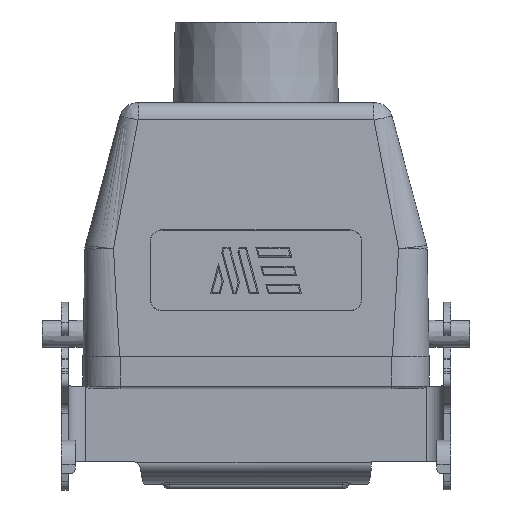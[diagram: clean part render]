
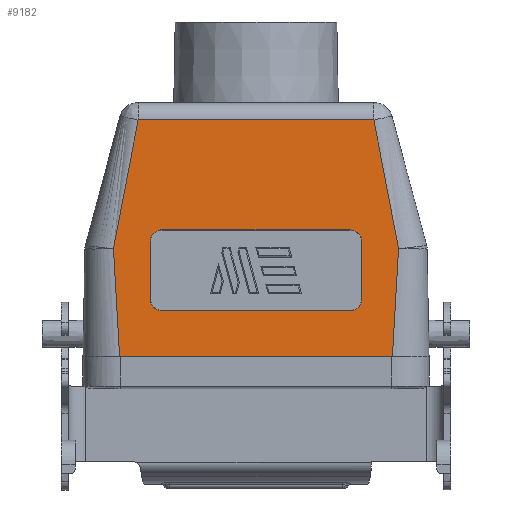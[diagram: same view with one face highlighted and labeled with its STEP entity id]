
A CAD part, front view. The second image highlights one B-rep face of the part: STEP entity #9182.
In plain terms, the highlighted planar face has unit normal (0, -1, 0.018).
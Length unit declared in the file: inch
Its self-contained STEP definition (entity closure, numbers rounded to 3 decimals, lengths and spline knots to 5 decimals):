
#33 = EDGE_CURVE ( 'NONE', #14397, #15302, #7852, .T. ) ;
#361 = PLANE ( 'NONE',  #8371 ) ;
#808 = DIRECTION ( 'NONE',  ( 1., 0., 0. ) ) ;
#1160 = VERTEX_POINT ( 'NONE', #11711 ) ;
#1166 = CARTESIAN_POINT ( 'NONE',  ( 1.18898, -0.81687, 1.69497 ) ) ;
#1230 = DIRECTION ( 'NONE',  ( -0.057, 0.017, 0.998 ) ) ;
#1353 = CARTESIAN_POINT ( 'NONE',  ( 2.16092, -0.8322, 0.81655 ) ) ;
#1546 = VERTEX_POINT ( 'NONE', #14769 ) ;
#1571 = CARTESIAN_POINT ( 'NONE',  ( 0.54735, -0.83958, 0.39382 ) ) ;
#1726 = VECTOR ( 'NONE', #11694, 39.37008 ) ;
#1846 = FACE_BOUND ( 'NONE', #1873, .T. ) ;
#1873 = EDGE_LOOP ( 'NONE', ( #5251, #10183, #3302, #1912, #14773, #5401, #2512, #9421 ) ) ;
#1912 = ORIENTED_EDGE ( 'NONE', *, *, #14298, .T. ) ;
#2122 = LINE ( 'NONE', #12920, #4238 ) ;
#2141 = CARTESIAN_POINT ( 'NONE',  ( 0.46865, -0.83821, 0.47257 ) ) ;
#2182 = ORIENTED_EDGE ( 'NONE', *, *, #16165, .T. ) ;
#2512 = ORIENTED_EDGE ( 'NONE', *, *, #15789, .T. ) ;
#2652 = EDGE_CURVE ( 'NONE', #14218, #15632, #11969, .T. ) ;
#2817 = LINE ( 'NONE', #1166, #3535 ) ;
#2908 = VECTOR ( 'NONE', #5978, 39.37008 ) ;
#2987 = CARTESIAN_POINT ( 'NONE',  ( 0.46865, -0.83821, 0.47257 ) ) ;
#3106 = DIRECTION ( 'NONE',  ( 0., -1., 0.017 ) ) ;
#3302 = ORIENTED_EDGE ( 'NONE', *, *, #16592, .T. ) ;
#3535 = VECTOR ( 'NONE', #5733, 39.37008 ) ;
#3594 = LINE ( 'NONE', #11364, #2908 ) ;
#3736 = CARTESIAN_POINT ( 'NONE',  ( 1.83044, -0.82997, 0.94459 ) ) ;
#3877 = DIRECTION ( 'NONE',  ( 0.057, 0.017, 0.998 ) ) ;
#3894 = VERTEX_POINT ( 'NONE', #3736 ) ;
#3939 = ORIENTED_EDGE ( 'NONE', *, *, #33, .T. ) ;
#4101 = CARTESIAN_POINT ( 'NONE',  ( 1.87672, -0.83958, 0.39382 ) ) ;
#4232 = EDGE_CURVE ( 'NONE', #13209, #14397, #5477, .T. ) ;
#4238 = VECTOR ( 'NONE', #808, 39.37008 ) ;
#4426 = ORIENTED_EDGE ( 'NONE', *, *, #4232, .T. ) ;
#4442 =( BOUNDED_CURVE ( )  B_SPLINE_CURVE ( 3, ( #1571, #6974, #15099, #2987 ),
 .UNSPECIFIED., .F., .F. ) 
 B_SPLINE_CURVE_WITH_KNOTS ( ( 4, 4 ),
 ( 5.81978, 7.39027 ),
 .UNSPECIFIED. ) 
 CURVE ( )  GEOMETRIC_REPRESENTATION_ITEM ( )  RATIONAL_B_SPLINE_CURVE ( ( 1., 0.805, 0.805, 1. ) ) 
 REPRESENTATION_ITEM ( '' )  );
#5164 = CARTESIAN_POINT ( 'NONE',  ( 1.18898, -0.83958, 0.39382 ) ) ;
#5169 = DIRECTION ( 'NONE',  ( -0.188, 0.017, 0.982 ) ) ;
#5251 = ORIENTED_EDGE ( 'NONE', *, *, #6607, .T. ) ;
#5401 = ORIENTED_EDGE ( 'NONE', *, *, #15137, .T. ) ;
#5477 = LINE ( 'NONE', #7861, #13025 ) ;
#5538 = EDGE_LOOP ( 'NONE', ( #2182, #16751, #6388, #4426, #3939, #15682 ) ) ;
#5733 = DIRECTION ( 'NONE',  ( -1., 0., 0. ) ) ;
#5978 = DIRECTION ( 'NONE',  ( -0.188, -0.017, -0.982 ) ) ;
#6011 = CARTESIAN_POINT ( 'NONE',  ( 0.46865, -0.83821, 0.47257 ) ) ;
#6147 =( BOUNDED_CURVE ( )  B_SPLINE_CURVE ( 3, ( #9568, #8329, #4101, #16286 ),
 .UNSPECIFIED., .F., .T. ) 
 B_SPLINE_CURVE_WITH_KNOTS ( ( 4, 4 ),
 ( 5.1761, 6.74659 ),
 .UNSPECIFIED. ) 
 CURVE ( )  GEOMETRIC_REPRESENTATION_ITEM ( )  RATIONAL_B_SPLINE_CURVE ( ( 1., 0.805, 0.805, 1. ) ) 
 REPRESENTATION_ITEM ( '' )  );
#6274 = VECTOR ( 'NONE', #5169, 39.37008 ) ;
#6388 = ORIENTED_EDGE ( 'NONE', *, *, #14919, .F. ) ;
#6497 = EDGE_CURVE ( 'NONE', #3894, #1546, #15041, .T. ) ;
#6607 = EDGE_CURVE ( 'NONE', #16386, #3894, #2122, .T. ) ;
#6684 = VECTOR ( 'NONE', #1230, 39.37008 ) ;
#6784 = LINE ( 'NONE', #9763, #7046 ) ;
#6974 = CARTESIAN_POINT ( 'NONE',  ( 0.50123, -0.83958, 0.39382 ) ) ;
#7046 = VECTOR ( 'NONE', #16147, 39.37008 ) ;
#7284 = CARTESIAN_POINT ( 'NONE',  ( 0.5014, -0.82997, 0.94459 ) ) ;
#7373 = CARTESIAN_POINT ( 'NONE',  ( 0.46877, -0.83134, 0.86589 ) ) ;
#7619 = CARTESIAN_POINT ( 'NONE',  ( 1.83044, -0.82997, 0.94459 ) ) ;
#7852 = LINE ( 'NONE', #17128, #16434 ) ;
#7861 = CARTESIAN_POINT ( 'NONE',  ( 2.22441, -0.84508, 0.07874 ) ) ;
#7877 = CARTESIAN_POINT ( 'NONE',  ( 0.38564, -0.81687, 1.69497 ) ) ;
#8329 = CARTESIAN_POINT ( 'NONE',  ( 1.90932, -0.83901, 0.42644 ) ) ;
#8371 = AXIS2_PLACEMENT_3D ( 'NONE', #15208, #3106, #8484 ) ;
#8484 = DIRECTION ( 'NONE',  ( 0., -0.017, -1. ) ) ;
#8520 = CARTESIAN_POINT ( 'NONE',  ( 0.46878, -0.83054, 0.912 ) ) ;
#9032 = CARTESIAN_POINT ( 'NONE',  ( 1.90917, -0.83054, 0.912 ) ) ;
#9182 = ADVANCED_FACE ( 'NONE', ( #1846, #12471 ), #361, .T. ) ;
#9269 = CARTESIAN_POINT ( 'NONE',  ( 0.46877, -0.83134, 0.86589 ) ) ;
#9421 = ORIENTED_EDGE ( 'NONE', *, *, #16734, .T. ) ;
#9553 = CARTESIAN_POINT ( 'NONE',  ( 0.54735, -0.83958, 0.39382 ) ) ;
#9568 = CARTESIAN_POINT ( 'NONE',  ( 1.90931, -0.83821, 0.47257 ) ) ;
#9763 = CARTESIAN_POINT ( 'NONE',  ( 1.90919, -0.83134, 0.86589 ) ) ;
#10083 = CARTESIAN_POINT ( 'NONE',  ( 1.90919, -0.83134, 0.86589 ) ) ;
#10183 = ORIENTED_EDGE ( 'NONE', *, *, #6497, .T. ) ;
#10506 = CARTESIAN_POINT ( 'NONE',  ( 0.24028, -0.83935, 0.40733 ) ) ;
#10592 = LINE ( 'NONE', #10506, #6684 ) ;
#10767 = VERTEX_POINT ( 'NONE', #14293 ) ;
#11321 = CARTESIAN_POINT ( 'NONE',  ( 2.11902, -0.84508, 0.07874 ) ) ;
#11364 = CARTESIAN_POINT ( 'NONE',  ( 0.38564, -0.81687, 1.69497 ) ) ;
#11563 = LINE ( 'NONE', #6011, #12300 ) ;
#11694 = DIRECTION ( 'NONE',  ( -1., 0., 0. ) ) ;
#11711 = CARTESIAN_POINT ( 'NONE',  ( 1.99231, -0.81687, 1.69497 ) ) ;
#11969 = LINE ( 'NONE', #5164, #1726 ) ;
#12300 = VECTOR ( 'NONE', #16598, 39.37008 ) ;
#12395 = CARTESIAN_POINT ( 'NONE',  ( 0.25894, -0.84508, 0.07874 ) ) ;
#12471 = FACE_OUTER_BOUND ( 'NONE', #5538, .T. ) ;
#12507 = CARTESIAN_POINT ( 'NONE',  ( 0.54752, -0.82997, 0.94459 ) ) ;
#12690 = EDGE_CURVE ( 'NONE', #14593, #14370, #3594, .T. ) ;
#12920 = CARTESIAN_POINT ( 'NONE',  ( 1.18898, -0.82997, 0.94459 ) ) ;
#13013 = CARTESIAN_POINT ( 'NONE',  ( 1.87656, -0.82997, 0.94459 ) ) ;
#13025 = VECTOR ( 'NONE', #13427, 39.37008 ) ;
#13203 = CARTESIAN_POINT ( 'NONE',  ( 1.8306, -0.83958, 0.39382 ) ) ;
#13209 = VERTEX_POINT ( 'NONE', #12395 ) ;
#13427 = DIRECTION ( 'NONE',  ( 1., 0., 0. ) ) ;
#13946 = VERTEX_POINT ( 'NONE', #2141 ) ;
#14144 = EDGE_CURVE ( 'NONE', #15302, #1160, #14704, .T. ) ;
#14218 = VERTEX_POINT ( 'NONE', #13203 ) ;
#14293 = CARTESIAN_POINT ( 'NONE',  ( 1.90931, -0.83821, 0.47257 ) ) ;
#14298 = EDGE_CURVE ( 'NONE', #10767, #14218, #6147, .T. ) ;
#14370 = VERTEX_POINT ( 'NONE', #16884 ) ;
#14397 = VERTEX_POINT ( 'NONE', #11321 ) ;
#14593 = VERTEX_POINT ( 'NONE', #7877 ) ;
#14704 = LINE ( 'NONE', #1353, #6274 ) ;
#14769 = CARTESIAN_POINT ( 'NONE',  ( 1.90919, -0.83134, 0.86589 ) ) ;
#14773 = ORIENTED_EDGE ( 'NONE', *, *, #2652, .T. ) ;
#14919 = EDGE_CURVE ( 'NONE', #13209, #14370, #10592, .T. ) ;
#14930 = VERTEX_POINT ( 'NONE', #9269 ) ;
#15041 =( BOUNDED_CURVE ( )  B_SPLINE_CURVE ( 3, ( #7619, #13013, #9032, #10083 ),
 .UNSPECIFIED., .F., .T. ) 
 B_SPLINE_CURVE_WITH_KNOTS ( ( 4, 4 ),
 ( 4.71239, 6.28288 ),
 .UNSPECIFIED. ) 
 CURVE ( )  GEOMETRIC_REPRESENTATION_ITEM ( )  RATIONAL_B_SPLINE_CURVE ( ( 1., 0.805, 0.805, 1. ) ) 
 REPRESENTATION_ITEM ( '' )  );
#15099 = CARTESIAN_POINT ( 'NONE',  ( 0.46864, -0.83901, 0.42644 ) ) ;
#15137 = EDGE_CURVE ( 'NONE', #15632, #13946, #4442, .T. ) ;
#15208 = CARTESIAN_POINT ( 'NONE',  ( 1.18898, -0.84646, 0. ) ) ;
#15302 = VERTEX_POINT ( 'NONE', #17112 ) ;
#15632 = VERTEX_POINT ( 'NONE', #9553 ) ;
#15682 = ORIENTED_EDGE ( 'NONE', *, *, #14144, .T. ) ;
#15789 = EDGE_CURVE ( 'NONE', #13946, #14930, #11563, .T. ) ;
#15964 =( BOUNDED_CURVE ( )  B_SPLINE_CURVE ( 3, ( #7373, #8520, #7284, #12507 ),
 .UNSPECIFIED., .F., .F. ) 
 B_SPLINE_CURVE_WITH_KNOTS ( ( 4, 4 ),
 ( 0.0003, 1.5708 ),
 .UNSPECIFIED. ) 
 CURVE ( )  GEOMETRIC_REPRESENTATION_ITEM ( )  RATIONAL_B_SPLINE_CURVE ( ( 1., 0.805, 0.805, 1. ) ) 
 REPRESENTATION_ITEM ( '' )  );
#16147 = DIRECTION ( 'NONE',  ( 0., -0.017, -1. ) ) ;
#16165 = EDGE_CURVE ( 'NONE', #1160, #14593, #2817, .T. ) ;
#16286 = CARTESIAN_POINT ( 'NONE',  ( 1.8306, -0.83958, 0.39382 ) ) ;
#16386 = VERTEX_POINT ( 'NONE', #16576 ) ;
#16434 = VECTOR ( 'NONE', #3877, 39.37008 ) ;
#16576 = CARTESIAN_POINT ( 'NONE',  ( 0.54752, -0.82997, 0.94459 ) ) ;
#16592 = EDGE_CURVE ( 'NONE', #1546, #10767, #6784, .T. ) ;
#16598 = DIRECTION ( 'NONE',  ( 0., 0.017, 1. ) ) ;
#16734 = EDGE_CURVE ( 'NONE', #14930, #16386, #15964, .T. ) ;
#16751 = ORIENTED_EDGE ( 'NONE', *, *, #12690, .T. ) ;
#16884 = CARTESIAN_POINT ( 'NONE',  ( 0.21704, -0.8322, 0.81655 ) ) ;
#17112 = CARTESIAN_POINT ( 'NONE',  ( 2.16092, -0.8322, 0.81655 ) ) ;
#17128 = CARTESIAN_POINT ( 'NONE',  ( 2.13768, -0.83935, 0.40733 ) ) ;
